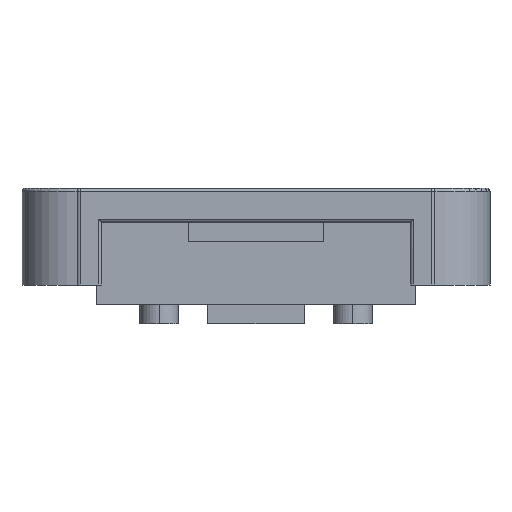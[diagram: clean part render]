
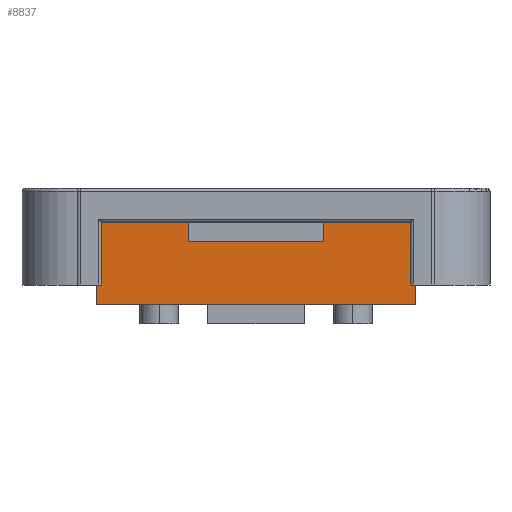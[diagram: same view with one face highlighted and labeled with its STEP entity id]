
A CAD part, left-side view. The second image highlights one B-rep face of the part: STEP entity #8837.
In plain terms, the highlighted planar face has unit normal (-1, 0, 0).
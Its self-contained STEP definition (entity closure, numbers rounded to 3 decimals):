
#2984=DIRECTION('',(0.,0.,-1.));
#2985=VECTOR('',#2984,8.);
#2986=CARTESIAN_POINT('',(13.,2.,-2.));
#2987=LINE('',#2986,#2985);
#2996=DIRECTION('',(0.,0.,-1.));
#2997=VECTOR('',#2996,3.5);
#2998=CARTESIAN_POINT('',(13.,11.5,-2.));
#2999=LINE('',#2998,#2997);
#3000=DIRECTION('',(0.,0.,-1.));
#3001=VECTOR('',#3000,2.);
#3002=CARTESIAN_POINT('',(13.,2.,-10.));
#3003=LINE('',#3002,#3001);
#3004=DIRECTION('',(0.,0.,-1.));
#3005=VECTOR('',#3004,3.5);
#3006=CARTESIAN_POINT('',(13.,25.5,-2.));
#3007=LINE('',#3006,#3005);
#3008=DIRECTION('',(0.,1.,0.));
#3009=VECTOR('',#3008,14.);
#3010=CARTESIAN_POINT('',(13.,11.5,-5.5));
#3011=LINE('',#3010,#3009);
#3056=DIRECTION('',(0.,1.,0.));
#3057=VECTOR('',#3056,9.5);
#3058=CARTESIAN_POINT('',(13.,25.5,-2.));
#3059=LINE('',#3058,#3057);
#3072=DIRECTION('',(0.,1.,0.));
#3073=VECTOR('',#3072,9.5);
#3074=CARTESIAN_POINT('',(13.,2.,-2.));
#3075=LINE('',#3074,#3073);
#3212=DIRECTION('',(0.,0.,-1.));
#3213=VECTOR('',#3212,8.);
#3214=CARTESIAN_POINT('',(13.,35.,-2.));
#3215=LINE('',#3214,#3213);
#3420=DIRECTION('',(0.,0.,-1.));
#3421=VECTOR('',#3420,2.);
#3422=CARTESIAN_POINT('',(13.,35.,-10.));
#3423=LINE('',#3422,#3421);
#3432=DIRECTION('',(0.,1.,0.));
#3433=VECTOR('',#3432,33.);
#3434=CARTESIAN_POINT('',(13.,2.,-12.));
#3435=LINE('',#3434,#3433);
#3740=CARTESIAN_POINT('',(13.,2.,-12.));
#3741=VERTEX_POINT('',#3740);
#3742=CARTESIAN_POINT('',(13.,35.,-12.));
#3743=VERTEX_POINT('',#3742);
#3744=CARTESIAN_POINT('',(13.,2.,-10.));
#3745=VERTEX_POINT('',#3744);
#3746=CARTESIAN_POINT('',(13.,35.,-10.));
#3747=VERTEX_POINT('',#3746);
#3752=CARTESIAN_POINT('',(13.,11.5,-2.));
#3754=VERTEX_POINT('',#3752);
#3758=CARTESIAN_POINT('',(13.,25.5,-2.));
#3759=VERTEX_POINT('',#3758);
#3760=CARTESIAN_POINT('',(13.,11.5,-5.5));
#3761=VERTEX_POINT('',#3760);
#3762=CARTESIAN_POINT('',(13.,25.5,-5.5));
#3763=VERTEX_POINT('',#3762);
#3764=CARTESIAN_POINT('',(13.,2.,-2.));
#3765=VERTEX_POINT('',#3764);
#3766=CARTESIAN_POINT('',(13.,35.,-2.));
#3767=VERTEX_POINT('',#3766);
#8811=CARTESIAN_POINT('',(13.,2.,-2.));
#8812=DIRECTION('',(-1.,0.,0.));
#8813=DIRECTION('',(0.,1.,0.));
#8814=AXIS2_PLACEMENT_3D('',#8811,#8812,#8813);
#8815=PLANE('',#8814);
#8817=ORIENTED_EDGE('',*,*,#8816,.F.);
#8819=ORIENTED_EDGE('',*,*,#8818,.F.);
#8820=ORIENTED_EDGE('',*,*,#8787,.T.);
#8822=ORIENTED_EDGE('',*,*,#8821,.T.);
#8824=ORIENTED_EDGE('',*,*,#8823,.T.);
#8826=ORIENTED_EDGE('',*,*,#8825,.F.);
#8828=ORIENTED_EDGE('',*,*,#8827,.F.);
#8830=ORIENTED_EDGE('',*,*,#8829,.F.);
#8832=ORIENTED_EDGE('',*,*,#8831,.T.);
#8834=ORIENTED_EDGE('',*,*,#8833,.F.);
#8835=EDGE_LOOP('',(#8817,#8819,#8820,#8822,#8824,#8826,#8828,#8830,#8832,
#8834));
#8836=FACE_OUTER_BOUND('',#8835,.F.);
#8787=EDGE_CURVE('',#3765,#3745,#2987,.T.);
#8816=EDGE_CURVE('',#3754,#3761,#2999,.T.);
#8818=EDGE_CURVE('',#3765,#3754,#3075,.T.);
#8821=EDGE_CURVE('',#3745,#3741,#3003,.T.);
#8823=EDGE_CURVE('',#3741,#3743,#3435,.T.);
#8825=EDGE_CURVE('',#3747,#3743,#3423,.T.);
#8827=EDGE_CURVE('',#3767,#3747,#3215,.T.);
#8829=EDGE_CURVE('',#3759,#3767,#3059,.T.);
#8831=EDGE_CURVE('',#3759,#3763,#3007,.T.);
#8833=EDGE_CURVE('',#3761,#3763,#3011,.T.);
#8837=ADVANCED_FACE('',(#8836),#8815,.T.);
